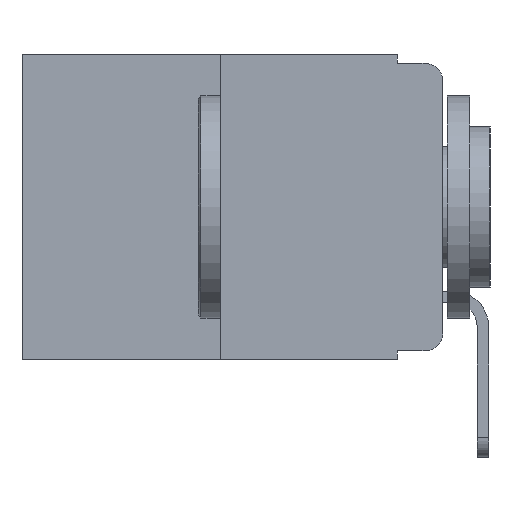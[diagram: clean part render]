
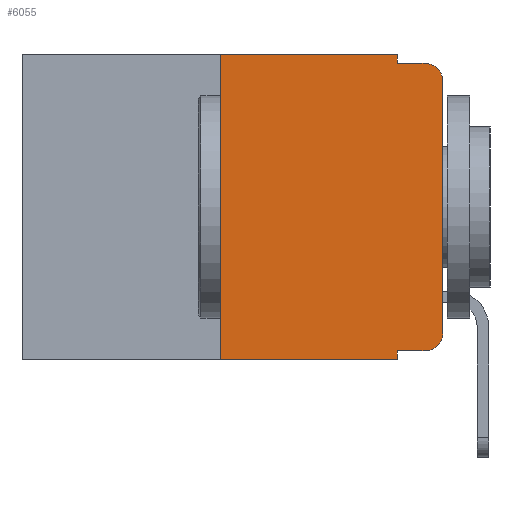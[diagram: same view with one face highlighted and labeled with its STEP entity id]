
A CAD part, left-side view. The second image highlights one B-rep face of the part: STEP entity #6055.
In plain terms, the highlighted planar face has unit normal (-1, 0, 0).
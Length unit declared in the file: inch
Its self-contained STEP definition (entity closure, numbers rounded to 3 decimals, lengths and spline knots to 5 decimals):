
#27 = CARTESIAN_POINT ( 'NONE',  ( 0., 0., -0.03 ) ) ;
#116 = DIRECTION ( 'NONE',  ( 0., 0., -1. ) ) ;
#230 = LINE ( 'NONE', #15906, #12530 ) ;
#1679 = CARTESIAN_POINT ( 'NONE',  ( 0., 0.25, 0. ) ) ;
#1844 = DIRECTION ( 'NONE',  ( 0., 0., -1. ) ) ;
#1932 = DIRECTION ( 'NONE',  ( 0., 0., -1. ) ) ;
#2318 = VECTOR ( 'NONE', #1932, 39.37008 ) ;
#2842 = EDGE_LOOP ( 'NONE', ( #4232, #4765, #9704, #6358, #14510, #18737, #15387, #7922, #3997, #8447 ) ) ;
#2890 = LINE ( 'NONE', #20298, #2318 ) ;
#3150 = VERTEX_POINT ( 'NONE', #17136 ) ;
#3456 = VECTOR ( 'NONE', #3569, 39.37008 ) ;
#3569 = DIRECTION ( 'NONE',  ( 0., -1., 0. ) ) ;
#3997 = ORIENTED_EDGE ( 'NONE', *, *, #7591, .T. ) ;
#4143 = VERTEX_POINT ( 'NONE', #7856 ) ;
#4232 = ORIENTED_EDGE ( 'NONE', *, *, #7540, .T. ) ;
#4765 = ORIENTED_EDGE ( 'NONE', *, *, #7560, .T. ) ;
#4890 = CARTESIAN_POINT ( 'NONE',  ( 0., 0., -0.313 ) ) ;
#5010 = CARTESIAN_POINT ( 'NONE',  ( 0., 0.051, -0.333 ) ) ;
#5013 = VERTEX_POINT ( 'NONE', #7172 ) ;
#5052 = DIRECTION ( 'NONE',  ( 0., 0., -1. ) ) ;
#5328 = DIRECTION ( 'NONE',  ( 0., 0., 1. ) ) ;
#5610 = VERTEX_POINT ( 'NONE', #5010 ) ;
#6055 = ADVANCED_FACE ( 'NONE', ( #19700 ), #12970, .F. ) ;
#6128 = VECTOR ( 'NONE', #18731, 39.37008 ) ;
#6346 = VECTOR ( 'NONE', #17455, 39.37008 ) ;
#6358 = ORIENTED_EDGE ( 'NONE', *, *, #7566, .F. ) ;
#6394 = CARTESIAN_POINT ( 'NONE',  ( 0., 0.25, -0.343 ) ) ;
#6862 = EDGE_CURVE ( 'NONE', #13656, #10224, #18094, .T. ) ;
#6954 = CARTESIAN_POINT ( 'NONE',  ( 0., 0.051, -0.01 ) ) ;
#7036 = CARTESIAN_POINT ( 'NONE',  ( 0., 0.25, 0. ) ) ;
#7172 = CARTESIAN_POINT ( 'NONE',  ( 0., 0.051, -0.01 ) ) ;
#7265 = EDGE_CURVE ( 'NONE', #12931, #20196, #7926, .T. ) ;
#7415 = VECTOR ( 'NONE', #10856, 39.37008 ) ;
#7503 = AXIS2_PLACEMENT_3D ( 'NONE', #17182, #14376, #5052 ) ;
#7540 = EDGE_CURVE ( 'NONE', #19152, #11352, #230, .T. ) ;
#7560 = EDGE_CURVE ( 'NONE', #11352, #4143, #12072, .T. ) ;
#7563 = EDGE_CURVE ( 'NONE', #5013, #4143, #15842, .T. ) ;
#7566 = EDGE_CURVE ( 'NONE', #10224, #5013, #19598, .T. ) ;
#7585 = EDGE_CURVE ( 'NONE', #12931, #13656, #14922, .T. ) ;
#7587 = EDGE_CURVE ( 'NONE', #5610, #20196, #2890, .T. ) ;
#7591 = EDGE_CURVE ( 'NONE', #5610, #3150, #18725, .T. ) ;
#7613 = EDGE_CURVE ( 'NONE', #3150, #19152, #10690, .T. ) ;
#7856 = CARTESIAN_POINT ( 'NONE',  ( 0., 0.02, -0.01 ) ) ;
#7922 = ORIENTED_EDGE ( 'NONE', *, *, #7587, .F. ) ;
#7926 = LINE ( 'NONE', #9250, #7415 ) ;
#8447 = ORIENTED_EDGE ( 'NONE', *, *, #7613, .T. ) ;
#8616 = DIRECTION ( 'NONE',  ( -1., 0., 0. ) ) ;
#8683 = CARTESIAN_POINT ( 'NONE',  ( 0., 0.051, -0.333 ) ) ;
#9250 = CARTESIAN_POINT ( 'NONE',  ( 0., 0.473, -0.343 ) ) ;
#9437 = VECTOR ( 'NONE', #5328, 39.37008 ) ;
#9704 = ORIENTED_EDGE ( 'NONE', *, *, #7563, .F. ) ;
#10224 = VERTEX_POINT ( 'NONE', #18801 ) ;
#10447 = DIRECTION ( 'NONE',  ( -1., 0., 0. ) ) ;
#10690 = CIRCLE ( 'NONE', #13658, 0.02 ) ;
#10856 = DIRECTION ( 'NONE',  ( 0., -1., 0. ) ) ;
#11352 = VERTEX_POINT ( 'NONE', #27 ) ;
#11771 = AXIS2_PLACEMENT_3D ( 'NONE', #17389, #8616, #18822 ) ;
#12072 = CIRCLE ( 'NONE', #11771, 0.02 ) ;
#12530 = VECTOR ( 'NONE', #17341, 39.37008 ) ;
#12931 = VERTEX_POINT ( 'NONE', #6394 ) ;
#12970 = PLANE ( 'NONE',  #7503 ) ;
#13656 = VERTEX_POINT ( 'NONE', #1679 ) ;
#13658 = AXIS2_PLACEMENT_3D ( 'NONE', #18991, #10447, #116 ) ;
#14028 = CARTESIAN_POINT ( 'NONE',  ( 0., 0.051, -0.343 ) ) ;
#14376 = DIRECTION ( 'NONE',  ( 1., 0., 0. ) ) ;
#14510 = ORIENTED_EDGE ( 'NONE', *, *, #6862, .F. ) ;
#14922 = LINE ( 'NONE', #7036, #9437 ) ;
#15378 = VECTOR ( 'NONE', #1844, 39.37008 ) ;
#15387 = ORIENTED_EDGE ( 'NONE', *, *, #7265, .T. ) ;
#15842 = LINE ( 'NONE', #6954, #3456 ) ;
#15906 = CARTESIAN_POINT ( 'NONE',  ( 0., 0., 0. ) ) ;
#17136 = CARTESIAN_POINT ( 'NONE',  ( 0., 0.02, -0.333 ) ) ;
#17182 = CARTESIAN_POINT ( 'NONE',  ( 0., 0.473, 0. ) ) ;
#17319 = CARTESIAN_POINT ( 'NONE',  ( 0., 0.473, 0. ) ) ;
#17341 = DIRECTION ( 'NONE',  ( 0., 0., 1. ) ) ;
#17389 = CARTESIAN_POINT ( 'NONE',  ( 0., 0.02, -0.03 ) ) ;
#17455 = DIRECTION ( 'NONE',  ( 0., -1., 0. ) ) ;
#18094 = LINE ( 'NONE', #17319, #6128 ) ;
#18725 = LINE ( 'NONE', #8683, #6346 ) ;
#18731 = DIRECTION ( 'NONE',  ( 0., -1., 0. ) ) ;
#18737 = ORIENTED_EDGE ( 'NONE', *, *, #7585, .F. ) ;
#18801 = CARTESIAN_POINT ( 'NONE',  ( 0., 0.051, 0. ) ) ;
#18822 = DIRECTION ( 'NONE',  ( 0., 0., -1. ) ) ;
#18991 = CARTESIAN_POINT ( 'NONE',  ( 0., 0.02, -0.313 ) ) ;
#19152 = VERTEX_POINT ( 'NONE', #4890 ) ;
#19598 = LINE ( 'NONE', #20243, #15378 ) ;
#19700 = FACE_OUTER_BOUND ( 'NONE', #2842, .T. ) ;
#20196 = VERTEX_POINT ( 'NONE', #14028 ) ;
#20243 = CARTESIAN_POINT ( 'NONE',  ( 0., 0.051, 0. ) ) ;
#20298 = CARTESIAN_POINT ( 'NONE',  ( 0., 0.051, 0. ) ) ;
